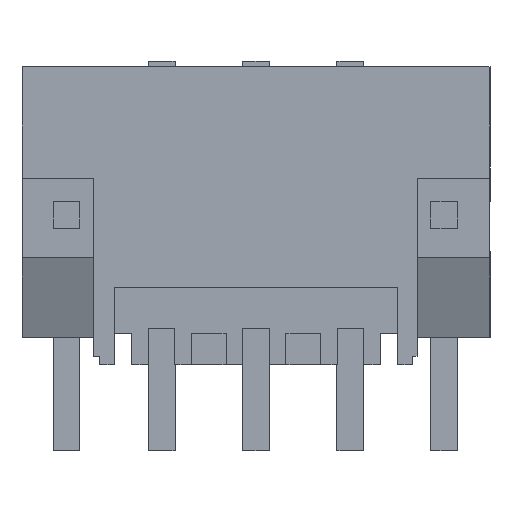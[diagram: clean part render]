
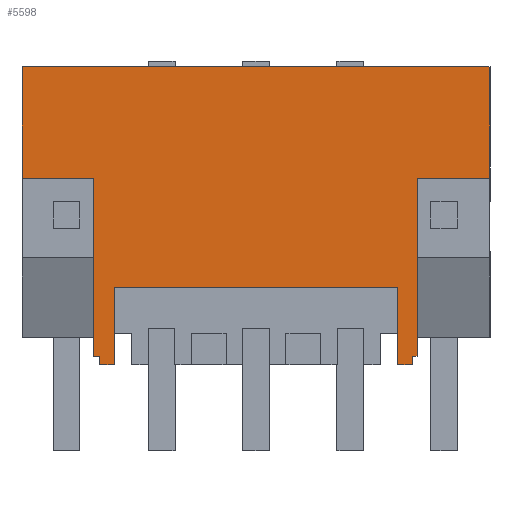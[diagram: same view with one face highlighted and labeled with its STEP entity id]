
A CAD part, front view. The second image highlights one B-rep face of the part: STEP entity #5598.
In plain terms, the highlighted planar face has unit normal (0, -1, 0).
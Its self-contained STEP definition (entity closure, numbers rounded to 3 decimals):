
#5568=AXIS2_PLACEMENT_3D('Plane Axis2P3D',#5565,#5566,#5567) ;
#1600=CARTESIAN_POINT('Line Origine',(3.425,0.,4.625)) ;
#1604=CARTESIAN_POINT('Vertex',(3.425,0.,3.2)) ;
#1606=CARTESIAN_POINT('Vertex',(3.425,0.,6.05)) ;
#1633=CARTESIAN_POINT('Vertex',(2.875,0.,3.2)) ;
#1636=CARTESIAN_POINT('Line Origine',(3.15,0.,3.2)) ;
#1658=CARTESIAN_POINT('Vertex',(2.875,0.,3.5)) ;
#1661=CARTESIAN_POINT('Line Origine',(2.875,0.,3.35)) ;
#1679=CARTESIAN_POINT('Line Origine',(2.762,0.,3.5)) ;
#1683=CARTESIAN_POINT('Vertex',(2.65,0.,3.5)) ;
#1704=CARTESIAN_POINT('Line Origine',(2.65,0.,6.8)) ;
#1708=CARTESIAN_POINT('Vertex',(2.65,0.,10.1)) ;
#2026=CARTESIAN_POINT('Vertex',(0.,0.,10.1)) ;
#2029=CARTESIAN_POINT('Line Origine',(0.,0.,12.175)) ;
#2033=CARTESIAN_POINT('Vertex',(0.,0.,14.25)) ;
#2159=CARTESIAN_POINT('Line Origine',(8.675,0.,14.25)) ;
#2163=CARTESIAN_POINT('Vertex',(17.35,0.,14.25)) ;
#3713=CARTESIAN_POINT('Line Origine',(17.35,0.,12.175)) ;
#3717=CARTESIAN_POINT('Vertex',(17.35,0.,10.1)) ;
#4040=CARTESIAN_POINT('Vertex',(14.65,0.,10.1)) ;
#4043=CARTESIAN_POINT('Line Origine',(14.65,0.,6.8)) ;
#4047=CARTESIAN_POINT('Vertex',(14.65,0.,3.5)) ;
#4071=CARTESIAN_POINT('Line Origine',(14.563,0.,3.5)) ;
#4075=CARTESIAN_POINT('Vertex',(14.475,0.,3.5)) ;
#4096=CARTESIAN_POINT('Line Origine',(14.475,0.,3.35)) ;
#4100=CARTESIAN_POINT('Vertex',(14.475,0.,3.2)) ;
#4116=CARTESIAN_POINT('Line Origine',(14.2,0.,3.2)) ;
#4120=CARTESIAN_POINT('Vertex',(13.925,0.,3.2)) ;
#4141=CARTESIAN_POINT('Line Origine',(13.925,0.,4.625)) ;
#4145=CARTESIAN_POINT('Vertex',(13.925,0.,6.05)) ;
#5092=CARTESIAN_POINT('Line Origine',(8.675,0.,6.05)) ;
#5565=CARTESIAN_POINT('Axis2P3D Location',(-3.575,0.,3.2)) ;
#5570=CARTESIAN_POINT('Line Origine',(16.,0.,10.1)) ;
#5575=CARTESIAN_POINT('Line Origine',(1.325,0.,10.1)) ;
#1601=DIRECTION('Vector Direction',(0.,0.,1.)) ;
#1637=DIRECTION('Vector Direction',(1.,0.,0.)) ;
#1662=DIRECTION('Vector Direction',(0.,0.,1.)) ;
#1680=DIRECTION('Vector Direction',(-1.,0.,0.)) ;
#1705=DIRECTION('Vector Direction',(0.,0.,-1.)) ;
#2030=DIRECTION('Vector Direction',(0.,0.,1.)) ;
#2160=DIRECTION('Vector Direction',(1.,0.,0.)) ;
#3714=DIRECTION('Vector Direction',(0.,0.,1.)) ;
#4044=DIRECTION('Vector Direction',(0.,0.,-1.)) ;
#4072=DIRECTION('Vector Direction',(-1.,0.,0.)) ;
#4097=DIRECTION('Vector Direction',(0.,0.,1.)) ;
#4117=DIRECTION('Vector Direction',(1.,0.,0.)) ;
#4142=DIRECTION('Vector Direction',(0.,0.,1.)) ;
#5093=DIRECTION('Vector Direction',(1.,0.,0.)) ;
#5566=DIRECTION('Axis2P3D Direction',(0.,1.,0.)) ;
#5567=DIRECTION('Axis2P3D XDirection',(0.,0.,1.)) ;
#5571=DIRECTION('Vector Direction',(1.,0.,0.)) ;
#5576=DIRECTION('Vector Direction',(1.,0.,0.)) ;
#1602=VECTOR('Line Direction',#1601,1.) ;
#1638=VECTOR('Line Direction',#1637,1.) ;
#1663=VECTOR('Line Direction',#1662,1.) ;
#1681=VECTOR('Line Direction',#1680,1.) ;
#1706=VECTOR('Line Direction',#1705,1.) ;
#2031=VECTOR('Line Direction',#2030,1.) ;
#2161=VECTOR('Line Direction',#2160,1.) ;
#3715=VECTOR('Line Direction',#3714,1.) ;
#4045=VECTOR('Line Direction',#4044,1.) ;
#4073=VECTOR('Line Direction',#4072,1.) ;
#4098=VECTOR('Line Direction',#4097,1.) ;
#4118=VECTOR('Line Direction',#4117,1.) ;
#4143=VECTOR('Line Direction',#4142,1.) ;
#5094=VECTOR('Line Direction',#5093,1.) ;
#5572=VECTOR('Line Direction',#5571,1.) ;
#5577=VECTOR('Line Direction',#5576,1.) ;
#5581=ORIENTED_EDGE('',*,*,#5096,.F.) ;
#5582=ORIENTED_EDGE('',*,*,#4147,.F.) ;
#5583=ORIENTED_EDGE('',*,*,#4122,.T.) ;
#5584=ORIENTED_EDGE('',*,*,#4102,.T.) ;
#5585=ORIENTED_EDGE('',*,*,#4077,.F.) ;
#5586=ORIENTED_EDGE('',*,*,#4049,.F.) ;
#5587=ORIENTED_EDGE('',*,*,#5574,.F.) ;
#5588=ORIENTED_EDGE('',*,*,#3719,.T.) ;
#5589=ORIENTED_EDGE('',*,*,#2165,.F.) ;
#5590=ORIENTED_EDGE('',*,*,#2035,.F.) ;
#5591=ORIENTED_EDGE('',*,*,#5579,.T.) ;
#5592=ORIENTED_EDGE('',*,*,#1710,.T.) ;
#5593=ORIENTED_EDGE('',*,*,#1685,.F.) ;
#5594=ORIENTED_EDGE('',*,*,#1665,.F.) ;
#5595=ORIENTED_EDGE('',*,*,#1640,.T.) ;
#5596=ORIENTED_EDGE('',*,*,#1608,.T.) ;
#5598=ADVANCED_FACE('HOUSING',(#5597),#5569,.F.) ;
#1608=EDGE_CURVE('',#1605,#1607,#1603,.T.) ;
#1640=EDGE_CURVE('',#1634,#1605,#1639,.T.) ;
#1665=EDGE_CURVE('',#1634,#1659,#1664,.T.) ;
#1685=EDGE_CURVE('',#1659,#1684,#1682,.T.) ;
#1710=EDGE_CURVE('',#1709,#1684,#1707,.T.) ;
#2035=EDGE_CURVE('',#2027,#2034,#2032,.T.) ;
#2165=EDGE_CURVE('',#2034,#2164,#2162,.T.) ;
#3719=EDGE_CURVE('',#3718,#2164,#3716,.T.) ;
#4049=EDGE_CURVE('',#4041,#4048,#4046,.T.) ;
#4077=EDGE_CURVE('',#4048,#4076,#4074,.T.) ;
#4102=EDGE_CURVE('',#4101,#4076,#4099,.T.) ;
#4122=EDGE_CURVE('',#4121,#4101,#4119,.T.) ;
#4147=EDGE_CURVE('',#4121,#4146,#4144,.T.) ;
#5096=EDGE_CURVE('',#4146,#1607,#5095,.F.) ;
#5574=EDGE_CURVE('',#3718,#4041,#5573,.F.) ;
#5579=EDGE_CURVE('',#2027,#1709,#5578,.T.) ;
#5580=EDGE_LOOP('',(#5581,#5582,#5583,#5584,#5585,#5586,#5587,#5588,#5589,#5590,#5591,#5592,#5593,#5594,#5595,#5596)) ;
#5597=FACE_OUTER_BOUND('',#5580,.T.) ;
#1603=LINE('Line',#1600,#1602) ;
#1639=LINE('Line',#1636,#1638) ;
#1664=LINE('Line',#1661,#1663) ;
#1682=LINE('Line',#1679,#1681) ;
#1707=LINE('Line',#1704,#1706) ;
#2032=LINE('Line',#2029,#2031) ;
#2162=LINE('Line',#2159,#2161) ;
#3716=LINE('Line',#3713,#3715) ;
#4046=LINE('Line',#4043,#4045) ;
#4074=LINE('Line',#4071,#4073) ;
#4099=LINE('Line',#4096,#4098) ;
#4119=LINE('Line',#4116,#4118) ;
#4144=LINE('Line',#4141,#4143) ;
#5095=LINE('Line',#5092,#5094) ;
#5573=LINE('Line',#5570,#5572) ;
#5578=LINE('Line',#5575,#5577) ;
#5569=PLANE('',#5568) ;
#1605=VERTEX_POINT('',#1604) ;
#1607=VERTEX_POINT('',#1606) ;
#1634=VERTEX_POINT('',#1633) ;
#1659=VERTEX_POINT('',#1658) ;
#1684=VERTEX_POINT('',#1683) ;
#1709=VERTEX_POINT('',#1708) ;
#2027=VERTEX_POINT('',#2026) ;
#2034=VERTEX_POINT('',#2033) ;
#2164=VERTEX_POINT('',#2163) ;
#3718=VERTEX_POINT('',#3717) ;
#4041=VERTEX_POINT('',#4040) ;
#4048=VERTEX_POINT('',#4047) ;
#4076=VERTEX_POINT('',#4075) ;
#4101=VERTEX_POINT('',#4100) ;
#4121=VERTEX_POINT('',#4120) ;
#4146=VERTEX_POINT('',#4145) ;
